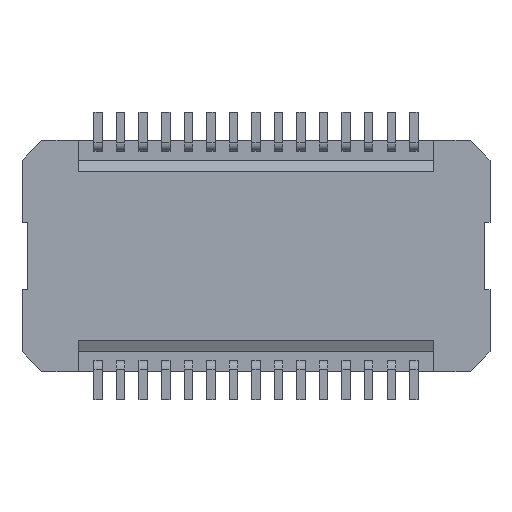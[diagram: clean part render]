
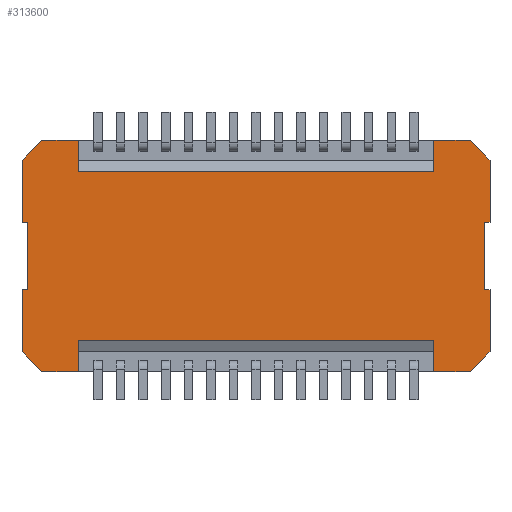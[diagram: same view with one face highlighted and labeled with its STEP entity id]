
A CAD part, front view. The second image highlights one B-rep face of the part: STEP entity #313600.
In plain terms, the highlighted planar face has unit normal (0, -1, 0).
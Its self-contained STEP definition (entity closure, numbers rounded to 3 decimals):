
#2700=CARTESIAN_POINT('',(-6.15,0.25,-0.6));
#2710=VERTEX_POINT('',#2700);
#2740=CARTESIAN_POINT('',(-6.15,0.25,-2.05));
#2750=DIRECTION('',(0.,0.,1.));
#2760=VECTOR('',#2750,1.55);
#2770=LINE('',#2740,#2760);
#2780=CARTESIAN_POINT('',(-6.15,0.25,-1.7));
#2790=VERTEX_POINT('',#2780);
#2800=EDGE_CURVE('',#2790,#2710,#2770,.T.);
#3420=CARTESIAN_POINT('',(-5.15,0.25,-1.5));
#3430=VERTEX_POINT('',#3420);
#3480=CARTESIAN_POINT('',(-5.15,0.25,-1.5));
#3490=DIRECTION('',(1.,0.,0.));
#3500=VECTOR('',#3490,10.3);
#3510=LINE('',#3480,#3500);
#3520=CARTESIAN_POINT('',(1.15,0.25,-1.5));
#3530=VERTEX_POINT('',#3520);
#3540=EDGE_CURVE('',#3430,#3530,#3510,.T.);
#4210=CARTESIAN_POINT('',(1.15,0.25,-1.5));
#4220=DIRECTION('',(0.,0.,-1.));
#4230=VECTOR('',#4220,0.55);
#4240=LINE('',#4210,#4230);
#4250=CARTESIAN_POINT('',(1.15,0.25,-2.05));
#4260=VERTEX_POINT('',#4250);
#4270=EDGE_CURVE('',#3530,#4260,#4240,.T.);
#4910=CARTESIAN_POINT('',(2.15,0.25,-0.5));
#4920=DIRECTION('',(0.,0.,-1.));
#4930=VECTOR('',#4920,1.55);
#4940=LINE('',#4910,#4930);
#4950=CARTESIAN_POINT('',(2.15,0.25,-0.6));
#4960=VERTEX_POINT('',#4950);
#4970=CARTESIAN_POINT('',(2.15,0.25,-1.7));
#4980=VERTEX_POINT('',#4970);
#4990=EDGE_CURVE('',#4960,#4980,#4940,.T.);
#5930=CARTESIAN_POINT('',(2.05,0.25,-0.6));
#5940=VERTEX_POINT('',#5930);
#6060=CARTESIAN_POINT('',(-4.,0.25,-0.6));
#6070=DIRECTION('',(1.,0.,0.));
#6080=VECTOR('',#6070,1.);
#6090=LINE('',#6060,#6080);
#6100=EDGE_CURVE('',#5940,#4960,#6090,.T.);
#6610=CARTESIAN_POINT('',(2.15,0.25,0.6));
#6620=VERTEX_POINT('',#6610);
#6650=CARTESIAN_POINT('',(2.15,0.25,2.05));
#6660=DIRECTION('',(0.,0.,-1.));
#6670=VECTOR('',#6660,1.55);
#6680=LINE('',#6650,#6670);
#6690=CARTESIAN_POINT('',(2.15,0.25,1.7));
#6700=VERTEX_POINT('',#6690);
#6710=EDGE_CURVE('',#6700,#6620,#6680,.T.);
#7790=CARTESIAN_POINT('',(1.15,0.25,1.5));
#7800=VERTEX_POINT('',#7790);
#7850=CARTESIAN_POINT('',(5.15,0.25,1.5));
#7860=DIRECTION('',(-1.,0.,0.));
#7870=VECTOR('',#7860,10.3);
#7880=LINE('',#7850,#7870);
#7890=CARTESIAN_POINT('',(-5.15,0.25,1.5));
#7900=VERTEX_POINT('',#7890);
#7910=EDGE_CURVE('',#7800,#7900,#7880,.T.);
#8280=CARTESIAN_POINT('',(1.15,0.25,2.05));
#8290=VERTEX_POINT('',#8280);
#8320=CARTESIAN_POINT('',(1.15,0.25,2.05));
#8330=DIRECTION('',(0.,0.,-1.));
#8340=VECTOR('',#8330,0.55);
#8350=LINE('',#8320,#8340);
#8360=EDGE_CURVE('',#8290,#7800,#8350,.T.);
#8470=CARTESIAN_POINT('',(-5.15,0.25,1.5));
#8480=DIRECTION('',(0.,0.,1.));
#8490=VECTOR('',#8480,0.55);
#8500=LINE('',#8470,#8490);
#8510=CARTESIAN_POINT('',(-5.15,0.25,2.05));
#8520=VERTEX_POINT('',#8510);
#8530=EDGE_CURVE('',#7900,#8520,#8500,.T.);
#9210=CARTESIAN_POINT('',(-6.15,0.25,0.6));
#9220=VERTEX_POINT('',#9210);
#9460=CARTESIAN_POINT('',(-6.15,0.25,1.7));
#9470=VERTEX_POINT('',#9460);
#9500=CARTESIAN_POINT('',(-6.15,0.25,0.5));
#9510=DIRECTION('',(0.,0.,1.));
#9520=VECTOR('',#9510,1.55);
#9530=LINE('',#9500,#9520);
#9540=EDGE_CURVE('',#9220,#9470,#9530,.T.);
#10190=CARTESIAN_POINT('',(2.05,0.25,0.6));
#10200=VERTEX_POINT('',#10190);
#10230=CARTESIAN_POINT('',(-4.,0.25,0.6));
#10240=DIRECTION('',(-1.,0.,0.));
#10250=VECTOR('',#10240,1.);
#10260=LINE('',#10230,#10250);
#10270=EDGE_CURVE('',#6620,#10200,#10260,.T.);
#155510=CARTESIAN_POINT('',(3.85,0.25,0.));
#155520=DIRECTION('',(0.707,0.,-0.707));
#155530=VECTOR('',#155520,1.);
#155540=LINE('',#155510,#155530);
#155550=CARTESIAN_POINT('',(1.8,0.25,2.05));
#155560=VERTEX_POINT('',#155550);
#155570=EDGE_CURVE('',#155560,#6700,#155540,.T.);
#163150=CARTESIAN_POINT('',(-7.85,0.25,0.));
#163160=DIRECTION('',(-0.707,0.,0.707));
#163170=VECTOR('',#163160,1.);
#163180=LINE('',#163150,#163170);
#163190=CARTESIAN_POINT('',(-5.8,0.25,-2.05));
#163200=VERTEX_POINT('',#163190);
#163210=EDGE_CURVE('',#163200,#2790,#163180,.T.);
#167830=CARTESIAN_POINT('',(-7.85,0.25,0.));
#167840=DIRECTION('',(0.707,0.,0.707));
#167850=VECTOR('',#167840,1.);
#167860=LINE('',#167830,#167850);
#167870=CARTESIAN_POINT('',(-5.8,0.25,2.05));
#167880=VERTEX_POINT('',#167870);
#167890=EDGE_CURVE('',#9470,#167880,#167860,.T.);
#170090=CARTESIAN_POINT('',(3.85,0.25,0.));
#170100=DIRECTION('',(-0.707,0.,-0.707));
#170110=VECTOR('',#170100,1.);
#170120=LINE('',#170090,#170110);
#170130=CARTESIAN_POINT('',(1.8,0.25,-2.05));
#170140=VERTEX_POINT('',#170130);
#170150=EDGE_CURVE('',#4980,#170140,#170120,.T.);
#223210=CARTESIAN_POINT('',(6.15,0.25,-2.05));
#223220=DIRECTION('',(-1.,0.,0.));
#223230=VECTOR('',#223220,1.);
#223240=LINE('',#223210,#223230);
#223250=EDGE_CURVE('',#170140,#4260,#223240,.T.);
#223350=CARTESIAN_POINT('',(-5.15,0.25,-2.05));
#223360=DIRECTION('',(-1.,0.,0.));
#223370=VECTOR('',#223360,1.);
#223380=LINE('',#223350,#223370);
#223390=CARTESIAN_POINT('',(-5.15,0.25,-2.05));
#223400=VERTEX_POINT('',#223390);
#223410=EDGE_CURVE('',#223400,#163200,#223380,.T.);
#223650=CARTESIAN_POINT('',(-5.15,0.25,-2.05));
#223660=DIRECTION('',(0.,0.,1.));
#223670=VECTOR('',#223660,0.55);
#223680=LINE('',#223650,#223670);
#223690=EDGE_CURVE('',#223400,#3430,#223680,.T.);
#277870=CARTESIAN_POINT('',(-6.05,0.25,-0.6));
#277880=VERTEX_POINT('',#277870);
#277960=CARTESIAN_POINT('',(-6.05,0.25,0.6));
#277970=VERTEX_POINT('',#277960);
#278000=CARTESIAN_POINT('',(-6.05,0.25,0.));
#278010=DIRECTION('',(0.,0.,1.));
#278020=VECTOR('',#278010,1.);
#278030=LINE('',#278000,#278020);
#278040=EDGE_CURVE('',#277880,#277970,#278030,.T.);
#284940=CARTESIAN_POINT('',(-6.15,0.25,2.05));
#284950=DIRECTION('',(1.,0.,0.));
#284960=VECTOR('',#284950,1.);
#284970=LINE('',#284940,#284960);
#284980=EDGE_CURVE('',#167880,#8520,#284970,.T.);
#285030=CARTESIAN_POINT('',(5.15,0.25,2.05));
#285040=DIRECTION('',(1.,0.,0.));
#285050=VECTOR('',#285040,1.);
#285060=LINE('',#285030,#285050);
#285070=EDGE_CURVE('',#8290,#155560,#285060,.T.);
#285920=CARTESIAN_POINT('',(0.,0.25,-0.6));
#285930=DIRECTION('',(1.,0.,0.));
#285940=VECTOR('',#285930,1.);
#285950=LINE('',#285920,#285940);
#285960=EDGE_CURVE('',#2710,#277880,#285950,.T.);
#308040=CARTESIAN_POINT('',(2.05,0.25,0.));
#308050=DIRECTION('',(0.,0.,-1.));
#308060=VECTOR('',#308050,1.);
#308070=LINE('',#308040,#308060);
#308080=EDGE_CURVE('',#10200,#5940,#308070,.T.);
#313240=CARTESIAN_POINT('',(0.,0.25,2.));
#313250=DIRECTION('',(-0.,-1.,-0.));
#313260=DIRECTION('',(-1.,0.,0.));
#313270=AXIS2_PLACEMENT_3D('',#313240,#313250,#313260);
#313280=PLANE('',#313270);
#313290=ORIENTED_EDGE('',*,*,#223690,.T.);
#313300=ORIENTED_EDGE('',*,*,#223410,.F.);
#313310=ORIENTED_EDGE('',*,*,#163210,.F.);
#313320=ORIENTED_EDGE('',*,*,#2800,.F.);
#313330=ORIENTED_EDGE('',*,*,#285960,.F.);
#313340=ORIENTED_EDGE('',*,*,#278040,.F.);
#313350=CARTESIAN_POINT('',(0.,0.25,0.6));
#313360=DIRECTION('',(-1.,0.,0.));
#313370=VECTOR('',#313360,1.);
#313380=LINE('',#313350,#313370);
#313390=EDGE_CURVE('',#277970,#9220,#313380,.T.);
#313400=ORIENTED_EDGE('',*,*,#313390,.F.);
#313410=ORIENTED_EDGE('',*,*,#9540,.F.);
#313420=ORIENTED_EDGE('',*,*,#167890,.F.);
#313430=ORIENTED_EDGE('',*,*,#284980,.F.);
#313440=ORIENTED_EDGE('',*,*,#8530,.T.);
#313450=ORIENTED_EDGE('',*,*,#7910,.T.);
#313460=ORIENTED_EDGE('',*,*,#8360,.T.);
#313470=ORIENTED_EDGE('',*,*,#285070,.F.);
#313480=ORIENTED_EDGE('',*,*,#155570,.F.);
#313490=ORIENTED_EDGE('',*,*,#6710,.F.);
#313500=ORIENTED_EDGE('',*,*,#10270,.F.);
#313510=ORIENTED_EDGE('',*,*,#308080,.F.);
#313520=ORIENTED_EDGE('',*,*,#6100,.F.);
#313530=ORIENTED_EDGE('',*,*,#4990,.F.);
#313540=ORIENTED_EDGE('',*,*,#170150,.F.);
#313550=ORIENTED_EDGE('',*,*,#223250,.F.);
#313560=ORIENTED_EDGE('',*,*,#4270,.T.);
#313570=ORIENTED_EDGE('',*,*,#3540,.T.);
#313580=EDGE_LOOP('',(#313570,#313560,#313550,#313540,#313530,#313520,
#313510,#313500,#313490,#313480,#313470,#313460,#313450,#313440,#313430,
#313420,#313410,#313400,#313340,#313330,#313320,#313310,#313300,#313290)
);
#313590=FACE_OUTER_BOUND('',#313580,.T.);
#313600=ADVANCED_FACE('',(#313590),#313280,.T.);
